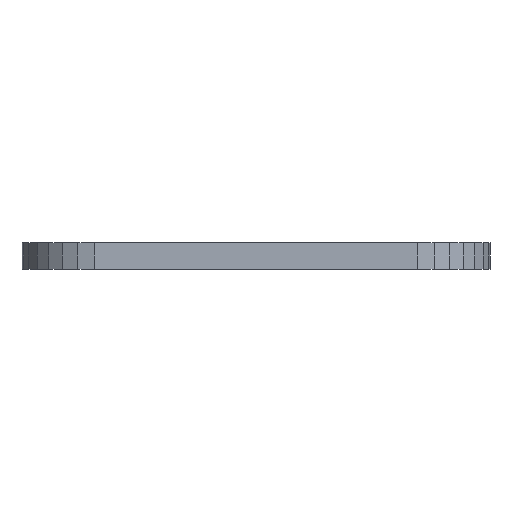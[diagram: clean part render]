
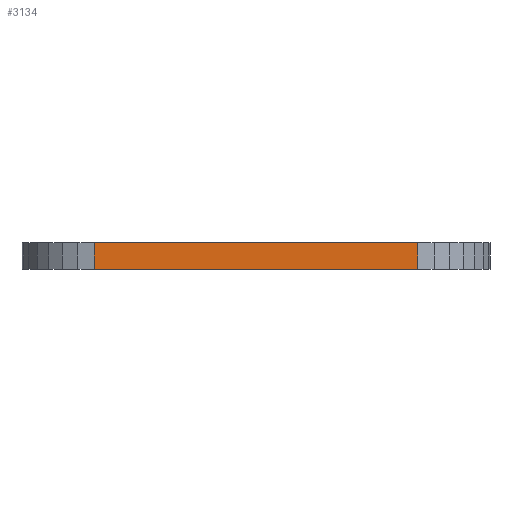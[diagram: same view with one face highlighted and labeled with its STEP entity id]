
A CAD part, front view. The second image highlights one B-rep face of the part: STEP entity #3134.
In plain terms, the highlighted planar face has unit normal (0, -1, 0).
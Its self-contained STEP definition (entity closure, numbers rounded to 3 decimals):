
#44 = PLANE('',#45);
#45 = AXIS2_PLACEMENT_3D('',#46,#47,#48);
#46 = CARTESIAN_POINT('',(-17.7,0.,1.2));
#47 = DIRECTION('',(-0.,0.,1.));
#48 = DIRECTION('',(1.,0.,0.));
#100 = PLANE('',#101);
#101 = AXIS2_PLACEMENT_3D('',#102,#103,#104);
#102 = CARTESIAN_POINT('',(-8.338,1.486,0.));
#103 = DIRECTION('',(0.,0.,-1.));
#104 = DIRECTION('',(-1.,0.,-0.));
#1344 = VERTEX_POINT('',#1345);
#1345 = CARTESIAN_POINT('',(0.387,-3.68,0.));
#1359 = PLANE('',#1360);
#1360 = AXIS2_PLACEMENT_3D('',#1361,#1362,#1363);
#1361 = CARTESIAN_POINT('',(0.765,-3.599,
    0.6));
#1362 = DIRECTION('',(-0.208,0.978,0.)
  );
#1363 = DIRECTION('',(0.978,0.208,0.));
#1371 = EDGE_CURVE('',#1344,#1372,#1374,.T.);
#1372 = VERTEX_POINT('',#1373);
#1373 = CARTESIAN_POINT('',(-14.387,-3.68,0.));
#1374 = SURFACE_CURVE('',#1375,(#1379,#1386),.PCURVE_S1.);
#1375 = LINE('',#1376,#1377);
#1376 = CARTESIAN_POINT('',(0.387,-3.68,0.));
#1377 = VECTOR('',#1378,1.);
#1378 = DIRECTION('',(-1.,0.,0.));
#1379 = PCURVE('',#100,#1380);
#1380 = DEFINITIONAL_REPRESENTATION('',(#1381),#1385);
#1381 = LINE('',#1382,#1383);
#1382 = CARTESIAN_POINT('',(-8.725,-5.166));
#1383 = VECTOR('',#1384,1.);
#1384 = DIRECTION('',(1.,0.));
#1385 = ( GEOMETRIC_REPRESENTATION_CONTEXT(2) 
PARAMETRIC_REPRESENTATION_CONTEXT() REPRESENTATION_CONTEXT('2D SPACE',''
  ) );
#1386 = PCURVE('',#1387,#1392);
#1387 = PLANE('',#1388);
#1388 = AXIS2_PLACEMENT_3D('',#1389,#1390,#1391);
#1389 = CARTESIAN_POINT('',(-14.387,-3.68,0.));
#1390 = DIRECTION('',(0.,-1.,0.));
#1391 = DIRECTION('',(0.,-0.,-1.));
#1392 = DEFINITIONAL_REPRESENTATION('',(#1393),#1397);
#1393 = LINE('',#1394,#1395);
#1394 = CARTESIAN_POINT('',(0.,14.774));
#1395 = VECTOR('',#1396,1.);
#1396 = DIRECTION('',(-0.,-1.));
#1397 = ( GEOMETRIC_REPRESENTATION_CONTEXT(2) 
PARAMETRIC_REPRESENTATION_CONTEXT() REPRESENTATION_CONTEXT('2D SPACE',''
  ) );
#1415 = PLANE('',#1416);
#1416 = AXIS2_PLACEMENT_3D('',#1417,#1418,#1419);
#1417 = CARTESIAN_POINT('',(-15.143,-3.519,0.));
#1418 = DIRECTION('',(-0.208,-0.978,0.));
#1419 = DIRECTION('',(-0.978,0.208,0.));
#3091 = EDGE_CURVE('',#1372,#3092,#3094,.T.);
#3092 = VERTEX_POINT('',#3093);
#3093 = CARTESIAN_POINT('',(-14.387,-3.68,
    1.2));
#3094 = SURFACE_CURVE('',#3095,(#3099,#3106),.PCURVE_S1.);
#3095 = LINE('',#3096,#3097);
#3096 = CARTESIAN_POINT('',(-14.387,-3.68,0.));
#3097 = VECTOR('',#3098,1.);
#3098 = DIRECTION('',(0.,0.,1.));
#3099 = PCURVE('',#1415,#3100);
#3100 = DEFINITIONAL_REPRESENTATION('',(#3101),#3105);
#3101 = LINE('',#3102,#3103);
#3102 = CARTESIAN_POINT('',(-0.774,-0.));
#3103 = VECTOR('',#3104,1.);
#3104 = DIRECTION('',(0.,-1.));
#3105 = ( GEOMETRIC_REPRESENTATION_CONTEXT(2) 
PARAMETRIC_REPRESENTATION_CONTEXT() REPRESENTATION_CONTEXT('2D SPACE',''
  ) );
#3106 = PCURVE('',#1387,#3107);
#3107 = DEFINITIONAL_REPRESENTATION('',(#3108),#3112);
#3108 = LINE('',#3109,#3110);
#3109 = CARTESIAN_POINT('',(0.,0.));
#3110 = VECTOR('',#3111,1.);
#3111 = DIRECTION('',(-1.,0.));
#3112 = ( GEOMETRIC_REPRESENTATION_CONTEXT(2) 
PARAMETRIC_REPRESENTATION_CONTEXT() REPRESENTATION_CONTEXT('2D SPACE',''
  ) );
#3134 = ADVANCED_FACE('',(#3135),#1387,.T.);
#3135 = FACE_BOUND('',#3136,.T.);
#3136 = EDGE_LOOP('',(#3137,#3138,#3139,#3162));
#3137 = ORIENTED_EDGE('',*,*,#3091,.F.);
#3138 = ORIENTED_EDGE('',*,*,#1371,.F.);
#3139 = ORIENTED_EDGE('',*,*,#3140,.T.);
#3140 = EDGE_CURVE('',#1344,#3141,#3143,.T.);
#3141 = VERTEX_POINT('',#3142);
#3142 = CARTESIAN_POINT('',(0.387,-3.68,
    1.2));
#3143 = SURFACE_CURVE('',#3144,(#3148,#3155),.PCURVE_S1.);
#3144 = LINE('',#3145,#3146);
#3145 = CARTESIAN_POINT('',(0.387,-3.68,0.));
#3146 = VECTOR('',#3147,1.);
#3147 = DIRECTION('',(0.,0.,1.));
#3148 = PCURVE('',#1387,#3149);
#3149 = DEFINITIONAL_REPRESENTATION('',(#3150),#3154);
#3150 = LINE('',#3151,#3152);
#3151 = CARTESIAN_POINT('',(0.,14.774));
#3152 = VECTOR('',#3153,1.);
#3153 = DIRECTION('',(-1.,0.));
#3154 = ( GEOMETRIC_REPRESENTATION_CONTEXT(2) 
PARAMETRIC_REPRESENTATION_CONTEXT() REPRESENTATION_CONTEXT('2D SPACE',''
  ) );
#3155 = PCURVE('',#1359,#3156);
#3156 = DEFINITIONAL_REPRESENTATION('',(#3157),#3161);
#3157 = LINE('',#3158,#3159);
#3158 = CARTESIAN_POINT('',(-0.387,0.6));
#3159 = VECTOR('',#3160,1.);
#3160 = DIRECTION('',(0.,-1.));
#3161 = ( GEOMETRIC_REPRESENTATION_CONTEXT(2) 
PARAMETRIC_REPRESENTATION_CONTEXT() REPRESENTATION_CONTEXT('2D SPACE',''
  ) );
#3162 = ORIENTED_EDGE('',*,*,#3163,.T.);
#3163 = EDGE_CURVE('',#3141,#3092,#3164,.T.);
#3164 = SURFACE_CURVE('',#3165,(#3169,#3176),.PCURVE_S1.);
#3165 = LINE('',#3166,#3167);
#3166 = CARTESIAN_POINT('',(0.387,-3.68,
    1.2));
#3167 = VECTOR('',#3168,1.);
#3168 = DIRECTION('',(-1.,0.,0.));
#3169 = PCURVE('',#1387,#3170);
#3170 = DEFINITIONAL_REPRESENTATION('',(#3171),#3175);
#3171 = LINE('',#3172,#3173);
#3172 = CARTESIAN_POINT('',(-1.2,14.774));
#3173 = VECTOR('',#3174,1.);
#3174 = DIRECTION('',(-0.,-1.));
#3175 = ( GEOMETRIC_REPRESENTATION_CONTEXT(2) 
PARAMETRIC_REPRESENTATION_CONTEXT() REPRESENTATION_CONTEXT('2D SPACE',''
  ) );
#3176 = PCURVE('',#44,#3177);
#3177 = DEFINITIONAL_REPRESENTATION('',(#3178),#3182);
#3178 = LINE('',#3179,#3180);
#3179 = CARTESIAN_POINT('',(18.087,-3.68));
#3180 = VECTOR('',#3181,1.);
#3181 = DIRECTION('',(-1.,0.));
#3182 = ( GEOMETRIC_REPRESENTATION_CONTEXT(2) 
PARAMETRIC_REPRESENTATION_CONTEXT() REPRESENTATION_CONTEXT('2D SPACE',''
  ) );
